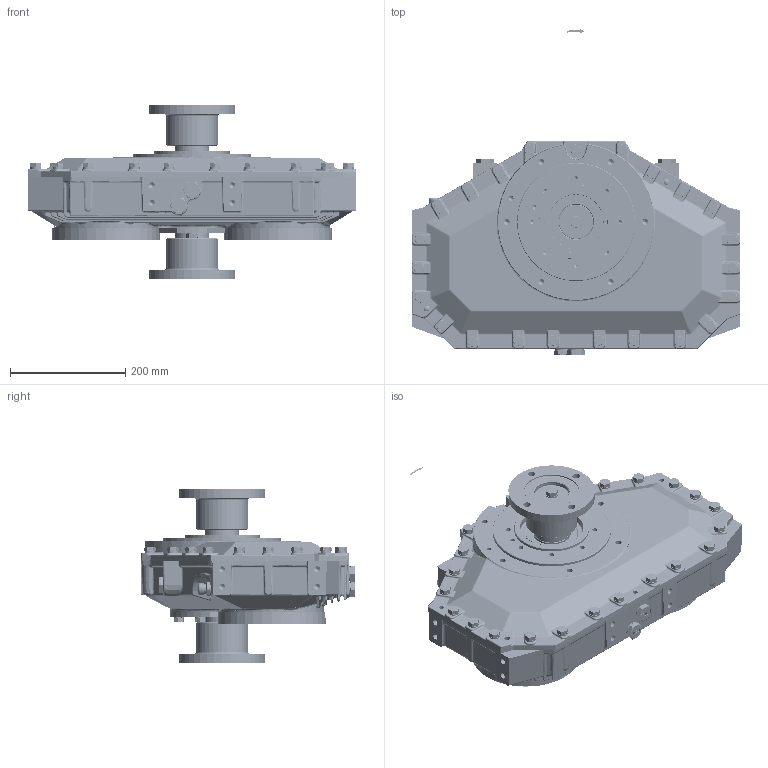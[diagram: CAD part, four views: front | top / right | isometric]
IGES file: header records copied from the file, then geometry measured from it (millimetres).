
Start section: SolidWorks IGES file using analytic representation for surfaces
Global section: file name: 1029015B.IGS; native system: SolidWorks 2007; preprocessor: SolidWorks 2007; author: piccagliad; date: 141113.095746; units: millimetre
Bounding box: 570 x 565.04 x 302 mm (x, y, z)
Surface area: 2054666.1 mm2 (no closed solid volume)
Topology: 0 solids, 0 shells, 7598 faces, 97898 edges, 97702 vertices
Faces by surface type: bspline 4350, revolution 3248
